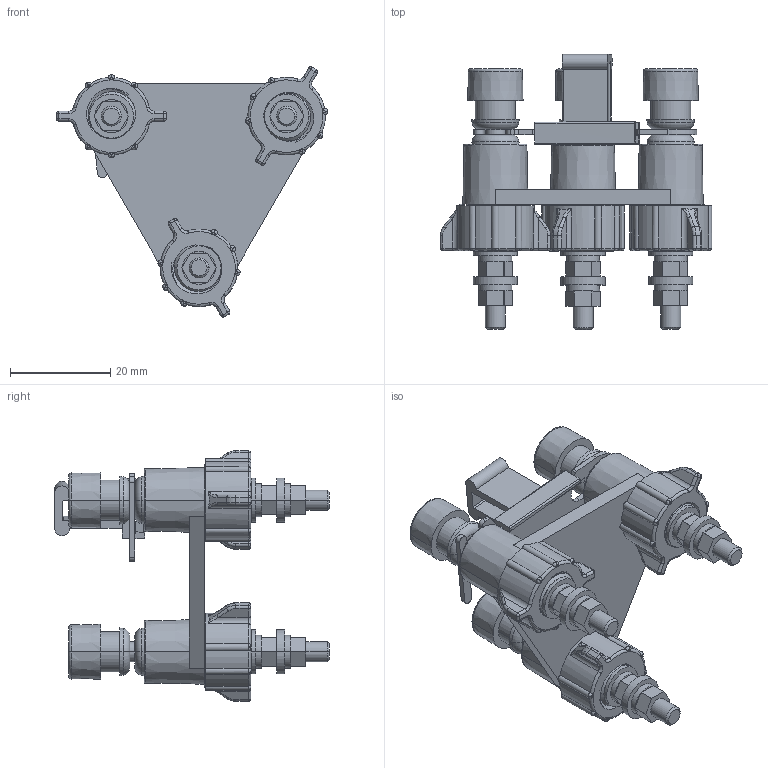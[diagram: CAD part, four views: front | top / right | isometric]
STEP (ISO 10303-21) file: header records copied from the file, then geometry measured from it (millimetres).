
FILE_DESCRIPTION((''),'2;1');
FILE_NAME('ASM0001_ASM','2024-03-13T',('dell'),(''),'PRO/ENGINEER BY PARAMETRIC TECHNOLOGY CORPORATION, 2013230','PRO/ENGINEER BY PARAMETRIC TECHNOLOGY CORPORATION, 2013230','');
FILE_SCHEMA(('AUTOMOTIVE_DESIGN { 1 0 10303 214 1 1 1 1 }'));
Length unit declared in the file: millimetre
Products named in the file (1): ASM0001_ASM
Bounding box: 54.2 x 54.9 x 50 mm (x, y, z)
Volume: 18618.3 mm3; surface area: 13561.5 mm2
Topology: 1 solids, 4 shells, 786 faces, 1954 edges, 1207 vertices
Faces by surface type: plane 307, cylinder 299, torus 72, bspline 60, cone 36, sphere 12
Entity records: 28897 total; most frequent: CARTESIAN_POINT 10250, DIRECTION 3974, ORIENTED_EDGE 3876, EDGE_CURVE 1938, AXIS2_PLACEMENT_3D 1588, VERTEX_POINT 1207, CIRCLE 862, EDGE_LOOP 857
